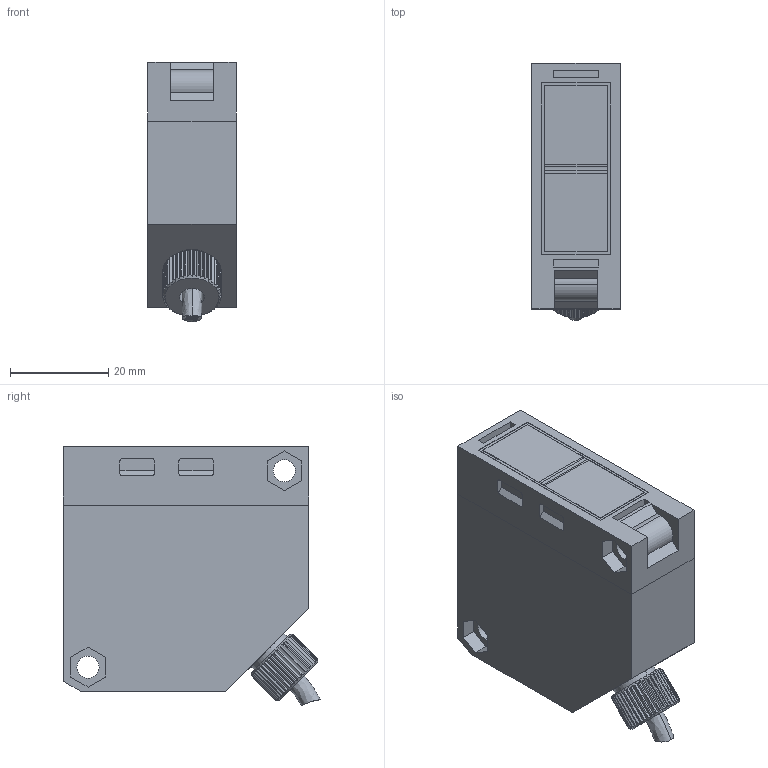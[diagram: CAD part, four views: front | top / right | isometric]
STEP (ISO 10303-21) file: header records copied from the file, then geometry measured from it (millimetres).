
FILE_DESCRIPTION (( 'STEP AP214' ), '1' );
FILE_NAME ('OK50-DI_RI-ñá.STEP', '2020-08-04T02:13:36', ( 'managet2' ), ( '' ), 'SwSTEP 2.0', 'SolidWorks 2016', '' );
FILE_SCHEMA (( 'AUTOMOTIVE_DESIGN' ));
Length unit declared in the file: millimetre
Products named in the file (7): min-max; 恀50-DI_RI; OK50-DI_RI-鼁; OK50-DI_RI-嚦樏鋋
Assembly tree (3 placements, depth 2):
  min-max
  恀50-DI_RI
  OK50-DI_RI-鼁
    恀50-DI_RI
    min-max
    OK50-DI_RI-嚦樏鋋
  OK50-DI_RI-嚦樏鋋
Bounding box: 18 x 52.35 x 52.87 mm (x, y, z)
Volume: 41786 mm3; surface area: 14418.8 mm2
Topology: 44 solids, 44 shells, 636 faces, 1567 edges, 1044 vertices
Faces by surface type: plane 454, cylinder 89, bspline 85, cone 4, sphere 4
Entity records: 25397 total; most frequent: CARTESIAN_POINT 10253, ORIENTED_EDGE 3134, DIRECTION 2579, EDGE_CURVE 1567, VERTEX_POINT 1044, LINE 1031, VECTOR 1031, AXIS2_PLACEMENT_3D 774
